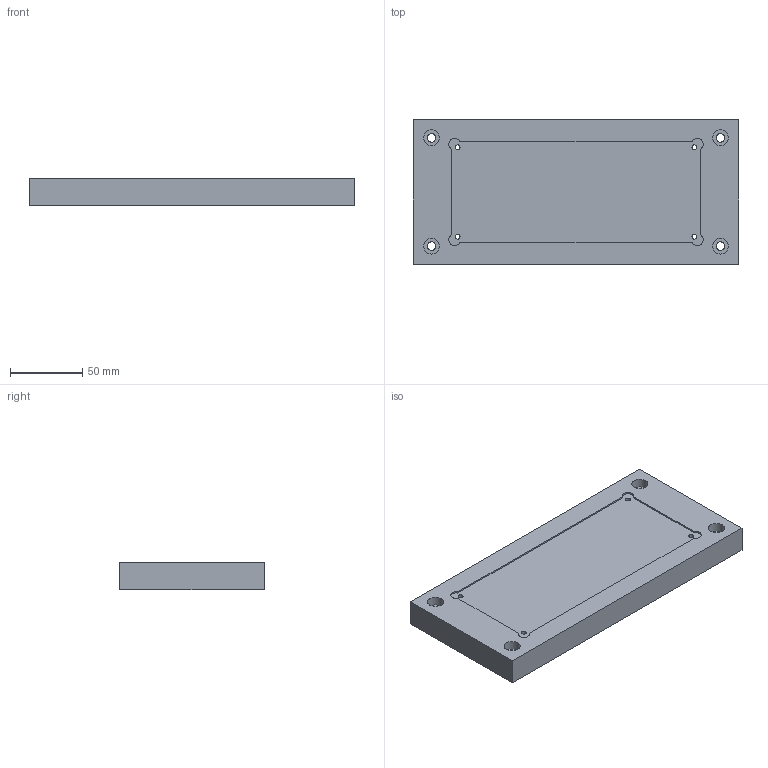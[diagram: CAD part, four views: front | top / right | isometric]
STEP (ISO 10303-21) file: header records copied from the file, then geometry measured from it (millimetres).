
FILE_DESCRIPTION(/* description */ (''),/* implementation_level */ '2;1');
FILE_NAME(/* name */ 'Green Laser plate v8.step',/* time_stamp */ '2021-10-08T10:16:42+01:00',/* author */ (''),/* organization */ (''),/* preprocessor_version */ 'ST-DEVELOPER v18.1',/* originating_system */ 'Autodesk Translation Framework v10.10.0.1391',/* authorisation */ '');
FILE_SCHEMA (('AUTOMOTIVE_DESIGN { 1 0 10303 214 3 1 1 }'));
Length unit declared in the file: millimetre
Products named in the file (1): Green Laser plate
Bounding box: 225 x 100 x 18.7 mm (x, y, z)
Volume: 404144.2 mm3; surface area: 59917.9 mm2
Topology: 1 solids, 1 shells, 31 faces, 72 edges, 48 vertices
Faces by surface type: cylinder 16, plane 15
Full cylindrical faces by diameter (mm): 3.332 x4, 6 x4, 11 x4
Entity records: 963 total; most frequent: DIRECTION 168, CARTESIAN_POINT 152, ORIENTED_EDGE 144, EDGE_CURVE 72, AXIS2_PLACEMENT_3D 64, EDGE_LOOP 52, VERTEX_POINT 48, LINE 40
